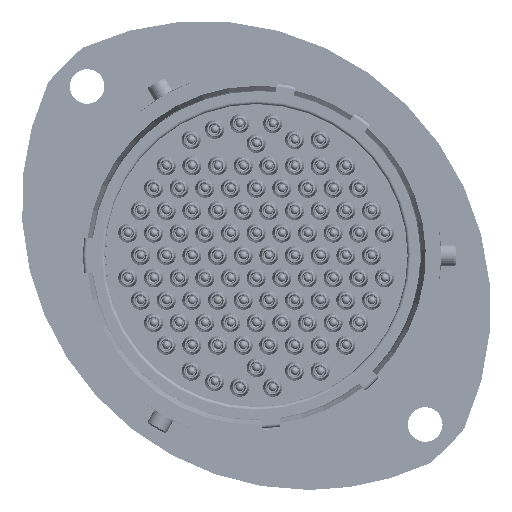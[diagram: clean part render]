
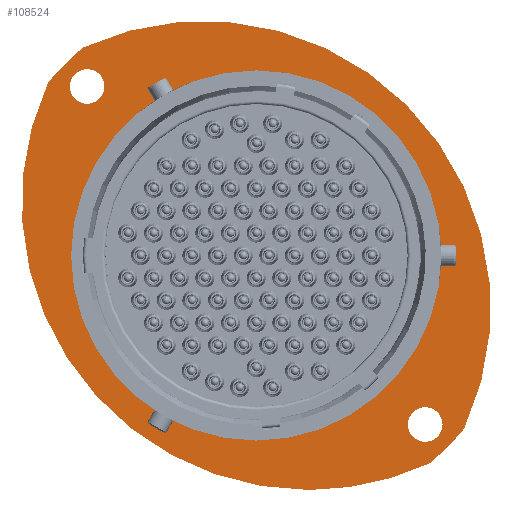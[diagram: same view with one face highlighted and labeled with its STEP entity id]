
A CAD part, left-side view. The second image highlights one B-rep face of the part: STEP entity #108524.
In plain terms, the highlighted planar face has unit normal (-1, 0, 0).
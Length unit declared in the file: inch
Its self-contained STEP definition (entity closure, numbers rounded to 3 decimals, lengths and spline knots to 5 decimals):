
#3921 = CARTESIAN_POINT ( 'NONE',  ( 3.1059, -0.16425, -2.76275 ) ) ;
#5865 = ORIENTED_EDGE ( 'NONE', *, *, #95964, .F. ) ;
#6050 = EDGE_LOOP ( 'NONE', ( #135773, #115581 ) ) ;
#6402 = DIRECTION ( 'NONE',  ( -1., 0., 0. ) ) ;
#8055 = AXIS2_PLACEMENT_3D ( 'NONE', #36790, #127204, #49756 ) ;
#10787 = CIRCLE ( 'NONE', #87138, 1.06299 ) ;
#11315 = FACE_BOUND ( 'NONE', #6050, .T. ) ;
#12096 = VERTEX_POINT ( 'NONE', #147044 ) ;
#13122 = DIRECTION ( 'NONE',  ( -1., 0., 0. ) ) ;
#13628 = CARTESIAN_POINT ( 'NONE',  ( 3.1059, -0.14857, -2.55465 ) ) ;
#14711 = DIRECTION ( 'NONE',  ( -1., 0., 0. ) ) ;
#19613 = EDGE_CURVE ( 'NONE', #85447, #12096, #126498, .T. ) ;
#19740 = CARTESIAN_POINT ( 'NONE',  ( 3.1059, 1.16234, -1.99295 ) ) ;
#21237 = CARTESIAN_POINT ( 'NONE',  ( 3.1059, 0.67198, -2.18782 ) ) ;
#23334 = EDGE_CURVE ( 'NONE', #12096, #85447, #162592, .T. ) ;
#25919 = ORIENTED_EDGE ( 'NONE', *, *, #81052, .T. ) ;
#26010 = AXIS2_PLACEMENT_3D ( 'NONE', #83998, #6402, #96983 ) ;
#28676 = EDGE_LOOP ( 'NONE', ( #145694, #5865 ) ) ;
#32870 = DIRECTION ( 'NONE',  ( 0., 0., -1. ) ) ;
#34336 = DIRECTION ( 'NONE',  ( 0., 0., -1. ) ) ;
#34674 = VERTEX_POINT ( 'NONE', #99367 ) ;
#35395 = CIRCLE ( 'NONE', #100376, 0.68524 ) ;
#36790 = CARTESIAN_POINT ( 'NONE',  ( 3.1059, 0.47711, -1.99295 ) ) ;
#37404 = VERTEX_POINT ( 'NONE', #83813 ) ;
#37513 = AXIS2_PLACEMENT_3D ( 'NONE', #21237, #111762, #34336 ) ;
#41730 = EDGE_LOOP ( 'NONE', ( #128207, #75992 ) ) ;
#43062 = AXIS2_PLACEMENT_3D ( 'NONE', #147751, #70541, #160713 ) ;
#45449 = CARTESIAN_POINT ( 'NONE',  ( 3.1059, 0.28224, -1.79807 ) ) ;
#49756 = DIRECTION ( 'NONE',  ( 0., 0., 1. ) ) ;
#55123 = DIRECTION ( 'NONE',  ( -1., 0., 0. ) ) ;
#56624 = EDGE_CURVE ( 'NONE', #112142, #154946, #82340, .T. ) ;
#58445 = DIRECTION ( 'NONE',  ( 0., 0., -1. ) ) ;
#59290 = CIRCLE ( 'NONE', #26010, 0.06398 ) ;
#59356 = EDGE_LOOP ( 'NONE', ( #63194, #25919, #143824, #151315, #74746 ) ) ;
#61931 = VERTEX_POINT ( 'NONE', #133568 ) ;
#63194 = ORIENTED_EDGE ( 'NONE', *, *, #153113, .T. ) ;
#64689 = DIRECTION ( 'NONE',  ( -1., 0., 0. ) ) ;
#65078 = EDGE_CURVE ( 'NONE', #110695, #147764, #132504, .T. ) ;
#70222 = CARTESIAN_POINT ( 'NONE',  ( 3.1059, 0.28224, -1.79807 ) ) ;
#70541 = DIRECTION ( 'NONE',  ( -1., 0., 0. ) ) ;
#71821 = DIRECTION ( 'NONE',  ( -1., 0., 0. ) ) ;
#74746 = ORIENTED_EDGE ( 'NONE', *, *, #65078, .T. ) ;
#74760 = AXIS2_PLACEMENT_3D ( 'NONE', #19740, #110235, #32870 ) ;
#75992 = ORIENTED_EDGE ( 'NONE', *, *, #122260, .F. ) ;
#81052 = EDGE_CURVE ( 'NONE', #61931, #112142, #10787, .T. ) ;
#82168 = EDGE_CURVE ( 'NONE', #34674, #154505, #113345, .T. ) ;
#82340 = CIRCLE ( 'NONE', #8055, 1.00197 ) ;
#83267 = DIRECTION ( 'NONE',  ( 0., 0., -1. ) ) ;
#83813 = CARTESIAN_POINT ( 'NONE',  ( 3.1059, 0.47711, -2.67818 ) ) ;
#83998 = CARTESIAN_POINT ( 'NONE',  ( 3.1059, -0.14857, -2.61862 ) ) ;
#85447 = VERTEX_POINT ( 'NONE', #121798 ) ;
#87138 = AXIS2_PLACEMENT_3D ( 'NONE', #45449, #135879, #58445 ) ;
#87271 = AXIS2_PLACEMENT_3D ( 'NONE', #90686, #13122, #103669 ) ;
#90686 = CARTESIAN_POINT ( 'NONE',  ( 3.1059, 0.47711, -1.99295 ) ) ;
#91403 = CIRCLE ( 'NONE', #122052, 0.68524 ) ;
#92273 = CARTESIAN_POINT ( 'NONE',  ( 3.1059, 0.47711, -1.99295 ) ) ;
#95964 = EDGE_CURVE ( 'NONE', #37404, #148839, #91403, .T. ) ;
#96983 = DIRECTION ( 'NONE',  ( 0., 0., -1. ) ) ;
#97010 = CIRCLE ( 'NONE', #98629, 1.06299 ) ;
#98629 = AXIS2_PLACEMENT_3D ( 'NONE', #70222, #160382, #83267 ) ;
#98912 = AXIS2_PLACEMENT_3D ( 'NONE', #149078, #71821, #162037 ) ;
#99367 = CARTESIAN_POINT ( 'NONE',  ( 3.1059, -0.14857, -2.6826 ) ) ;
#99745 = CARTESIAN_POINT ( 'NONE',  ( 3.1059, 0.47711, -1.30771 ) ) ;
#100376 = AXIS2_PLACEMENT_3D ( 'NONE', #92273, #14711, #105244 ) ;
#103669 = DIRECTION ( 'NONE',  ( 0., 0., 1. ) ) ;
#105244 = DIRECTION ( 'NONE',  ( 0., 0., 1. ) ) ;
#108524 = ADVANCED_FACE ( 'NONE', ( #148804, #11315, #144767, #114637 ), #122721, .F. ) ;
#110235 = DIRECTION ( 'NONE',  ( 1., 0., 0. ) ) ;
#110695 = VERTEX_POINT ( 'NONE', #163627 ) ;
#111762 = DIRECTION ( 'NONE',  ( -1., 0., 0. ) ) ;
#112142 = VERTEX_POINT ( 'NONE', #3921 ) ;
#113345 = CIRCLE ( 'NONE', #43062, 0.06398 ) ;
#114637 = FACE_OUTER_BOUND ( 'NONE', #59356, .T. ) ;
#115581 = ORIENTED_EDGE ( 'NONE', *, *, #19613, .F. ) ;
#121798 = CARTESIAN_POINT ( 'NONE',  ( 3.1059, 1.10279, -1.30329 ) ) ;
#122052 = AXIS2_PLACEMENT_3D ( 'NONE', #142005, #64689, #154913 ) ;
#122260 = EDGE_CURVE ( 'NONE', #154505, #34674, #59290, .T. ) ;
#122721 = PLANE ( 'NONE',  #74760 ) ;
#126498 = CIRCLE ( 'NONE', #98912, 0.06398 ) ;
#127204 = DIRECTION ( 'NONE',  ( -1., 0., 0. ) ) ;
#128207 = ORIENTED_EDGE ( 'NONE', *, *, #82168, .F. ) ;
#128287 = CARTESIAN_POINT ( 'NONE',  ( 3.1059, 1.24691, -1.35159 ) ) ;
#128598 = CIRCLE ( 'NONE', #37513, 1.06299 ) ;
#132504 = CIRCLE ( 'NONE', #87271, 1.00197 ) ;
#132617 = CARTESIAN_POINT ( 'NONE',  ( 3.1059, 1.10279, -1.36727 ) ) ;
#132981 = EDGE_CURVE ( 'NONE', #154946, #110695, #128598, .T. ) ;
#133568 = CARTESIAN_POINT ( 'NONE',  ( 3.1059, 0.28224, -2.86107 ) ) ;
#135773 = ORIENTED_EDGE ( 'NONE', *, *, #23334, .F. ) ;
#135879 = DIRECTION ( 'NONE',  ( -1., 0., 0. ) ) ;
#142005 = CARTESIAN_POINT ( 'NONE',  ( 3.1059, 0.47711, -1.99295 ) ) ;
#143824 = ORIENTED_EDGE ( 'NONE', *, *, #56624, .T. ) ;
#144767 = FACE_BOUND ( 'NONE', #28676, .T. ) ;
#145419 = DIRECTION ( 'NONE',  ( 0., 0., -1. ) ) ;
#145694 = ORIENTED_EDGE ( 'NONE', *, *, #160160, .F. ) ;
#147044 = CARTESIAN_POINT ( 'NONE',  ( 3.1059, 1.10279, -1.43125 ) ) ;
#147751 = CARTESIAN_POINT ( 'NONE',  ( 3.1059, -0.14857, -2.61862 ) ) ;
#147764 = VERTEX_POINT ( 'NONE', #128287 ) ;
#148804 = FACE_BOUND ( 'NONE', #41730, .T. ) ;
#148839 = VERTEX_POINT ( 'NONE', #99745 ) ;
#149078 = CARTESIAN_POINT ( 'NONE',  ( 3.1059, 1.10279, -1.36727 ) ) ;
#151315 = ORIENTED_EDGE ( 'NONE', *, *, #132981, .T. ) ;
#153113 = EDGE_CURVE ( 'NONE', #147764, #61931, #97010, .T. ) ;
#153501 = CARTESIAN_POINT ( 'NONE',  ( 3.1059, -0.2927, -2.63431 ) ) ;
#154505 = VERTEX_POINT ( 'NONE', #13628 ) ;
#154913 = DIRECTION ( 'NONE',  ( 0., 0., 1. ) ) ;
#154946 = VERTEX_POINT ( 'NONE', #153501 ) ;
#160160 = EDGE_CURVE ( 'NONE', #148839, #37404, #35395, .T. ) ;
#160332 = AXIS2_PLACEMENT_3D ( 'NONE', #132617, #55123, #145419 ) ;
#160382 = DIRECTION ( 'NONE',  ( -1., 0., 0. ) ) ;
#160713 = DIRECTION ( 'NONE',  ( 0., 0., -1. ) ) ;
#162037 = DIRECTION ( 'NONE',  ( 0., 0., -1. ) ) ;
#162592 = CIRCLE ( 'NONE', #160332, 0.06398 ) ;
#163627 = CARTESIAN_POINT ( 'NONE',  ( 3.1059, 1.11847, -1.22314 ) ) ;
